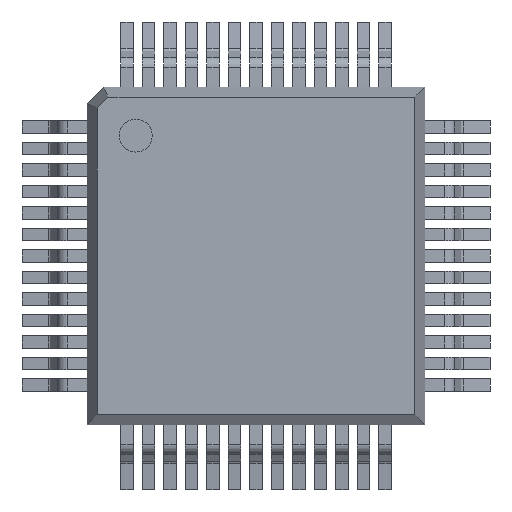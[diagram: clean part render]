
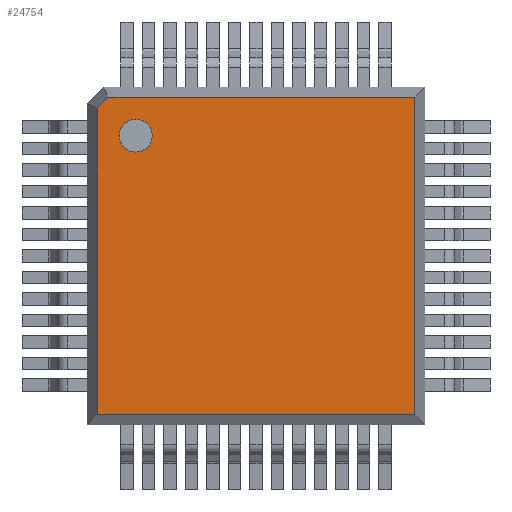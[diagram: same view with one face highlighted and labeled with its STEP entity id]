
A CAD part, top view. The second image highlights one B-rep face of the part: STEP entity #24754.
In plain terms, the highlighted free-form (B-spline) face has degree [1, 1] with [2, 2] control points.
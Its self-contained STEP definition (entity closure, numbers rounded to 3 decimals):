
#24259=CARTESIAN_POINT('',(-3.138,3.638,2.45));
#24260=VERTEX_POINT('',#24259);
#24269=CARTESIAN_POINT('',(-4.138,3.638,2.45));
#24270=VERTEX_POINT('',#24269);
#24271=CARTESIAN_POINT('',(-3.638,3.638,2.45));
#24272=DIRECTION('',(0.0,0.0,-1.0));
#24273=DIRECTION('',(1.0,0.0,0.0));
#24274=AXIS2_PLACEMENT_3D('',#24271,#24272,#24273);
#24275=CIRCLE('',#24274,0.5);
#24276=EDGE_CURVE('',#24270,#24260,#24275,.T.);
#24310=CARTESIAN_POINT('',(-3.638,3.638,2.45));
#24311=DIRECTION('',(0.0,0.0,-1.0));
#24312=DIRECTION('',(1.0,0.0,0.0));
#24313=AXIS2_PLACEMENT_3D('',#24310,#24311,#24312);
#24314=CIRCLE('',#24313,0.5);
#24315=EDGE_CURVE('',#24260,#24270,#24314,.T.);
#24582=CARTESIAN_POINT('',(4.8,4.8,2.45));
#24583=VERTEX_POINT('',#24582);
#24584=CARTESIAN_POINT('',(4.8,-4.8,2.45));
#24585=VERTEX_POINT('',#24584);
#24586=CARTESIAN_POINT('',(4.8,4.8,2.45));
#24587=DIRECTION('',(0.0,-1.0,0.0));
#24588=VECTOR('',#24587,9.6);
#24589=LINE('',#24586,#24588);
#24590=EDGE_CURVE('',#24583,#24585,#24589,.T.);
#24613=CARTESIAN_POINT('',(-4.8,-4.8,2.45));
#24614=VERTEX_POINT('',#24613);
#24615=CARTESIAN_POINT('',(4.8,-4.8,2.45));
#24616=DIRECTION('',(-1.0,0.0,0.0));
#24617=VECTOR('',#24616,9.6);
#24618=LINE('',#24615,#24617);
#24619=EDGE_CURVE('',#24585,#24614,#24618,.T.);
#24637=CARTESIAN_POINT('',(-4.8,4.476,2.45));
#24638=VERTEX_POINT('',#24637);
#24639=CARTESIAN_POINT('',(-4.8,-4.8,2.45));
#24640=DIRECTION('',(0.0,1.0,0.0));
#24641=VECTOR('',#24640,9.276);
#24642=LINE('',#24639,#24641);
#24643=EDGE_CURVE('',#24614,#24638,#24642,.T.);
#24661=CARTESIAN_POINT('',(-4.476,4.8,2.45));
#24662=VERTEX_POINT('',#24661);
#24663=CARTESIAN_POINT('',(-4.476,4.8,2.45));
#24664=DIRECTION('',(1.0,0.0,0.0));
#24665=VECTOR('',#24664,9.276);
#24666=LINE('',#24663,#24665);
#24667=EDGE_CURVE('',#24662,#24583,#24666,.T.);
#24692=CARTESIAN_POINT('',(-4.8,4.476,2.45));
#24693=DIRECTION('',(0.707,0.707,0.0));
#24694=VECTOR('',#24693,0.459);
#24695=LINE('',#24692,#24694);
#24696=EDGE_CURVE('',#24638,#24662,#24695,.T.);
#24738=CARTESIAN_POINT('',(-4.8,-4.8,2.45));
#24739=CARTESIAN_POINT('',(4.8,-4.8,2.45));
#24740=CARTESIAN_POINT('',(-4.8,4.8,2.45));
#24741=CARTESIAN_POINT('',(4.8,4.8,2.45));
#24742=B_SPLINE_SURFACE_WITH_KNOTS('',1,1,((#24738,#24740),(#24739,#24741)),.UNSPECIFIED.,.F.,.F.,.U.,(2,2),(2,2),(0.0,9.6),(0.0,9.6),.UNSPECIFIED.);
#24743=ORIENTED_EDGE('',*,*,#24590,.F.);
#24744=ORIENTED_EDGE('',*,*,#24667,.F.);
#24745=ORIENTED_EDGE('',*,*,#24696,.F.);
#24746=ORIENTED_EDGE('',*,*,#24643,.F.);
#24747=ORIENTED_EDGE('',*,*,#24619,.F.);
#24748=EDGE_LOOP('',(#24743,#24744,#24745,#24746,#24747));
#24749=FACE_OUTER_BOUND('',#24748,.T.);
#24750=ORIENTED_EDGE('',*,*,#24315,.T.);
#24751=ORIENTED_EDGE('',*,*,#24276,.T.);
#24752=EDGE_LOOP('',(#24750,#24751));
#24753=FACE_BOUND('',#24752,.T.);
#24754=ADVANCED_FACE('',(#24749,#24753),#24742,.T.);
